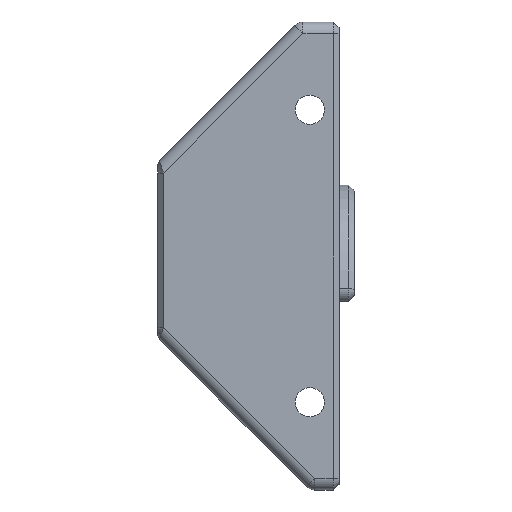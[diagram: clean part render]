
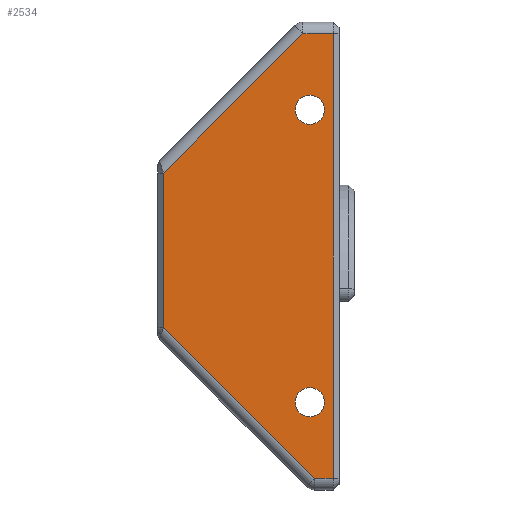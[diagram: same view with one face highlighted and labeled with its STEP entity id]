
A CAD part, left-side view. The second image highlights one B-rep face of the part: STEP entity #2534.
In plain terms, the highlighted planar face has unit normal (-1, 0, 0).
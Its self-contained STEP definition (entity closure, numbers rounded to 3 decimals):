
#162 = LINE ( 'NONE', #4159, #2105 ) ;
#245 = DIRECTION ( 'NONE',  ( 0., 0., 1. ) ) ;
#257 = VERTEX_POINT ( 'NONE', #2923 ) ;
#302 = CARTESIAN_POINT ( 'NONE',  ( -20.8, -7., -9.75 ) ) ;
#391 = EDGE_CURVE ( 'NONE', #694, #821, #1557, .T. ) ;
#394 = DIRECTION ( 'NONE',  ( 0., -1., 0. ) ) ;
#425 = ORIENTED_EDGE ( 'NONE', *, *, #1320, .T. ) ;
#428 = DIRECTION ( 'NONE',  ( -1., 0., 0. ) ) ;
#448 = DIRECTION ( 'NONE',  ( 0., 0., 1. ) ) ;
#566 = AXIS2_PLACEMENT_3D ( 'NONE', #2969, #1239, #245 ) ;
#595 = DIRECTION ( 'NONE',  ( 0., 0., 1. ) ) ;
#677 = EDGE_CURVE ( 'NONE', #3807, #3296, #1828, .T. ) ;
#694 = VERTEX_POINT ( 'NONE', #793 ) ;
#710 = CARTESIAN_POINT ( 'NONE',  ( -20.8, -7., -7.25 ) ) ;
#738 = VECTOR ( 'NONE', #2190, 1000. ) ;
#770 = AXIS2_PLACEMENT_3D ( 'NONE', #816, #3511, #448 ) ;
#793 = CARTESIAN_POINT ( 'NONE',  ( -20.8, -7., 15.25 ) ) ;
#816 = CARTESIAN_POINT ( 'NONE',  ( -20.8, 0., 0. ) ) ;
#821 = VERTEX_POINT ( 'NONE', #2973 ) ;
#836 = VECTOR ( 'NONE', #2108, 1000. ) ;
#945 = CARTESIAN_POINT ( 'NONE',  ( -20.8, -7., 16.5 ) ) ;
#984 = CARTESIAN_POINT ( 'NONE',  ( -20.8, 5.5, 11.086 ) ) ;
#1022 = ORIENTED_EDGE ( 'NONE', *, *, #2763, .T. ) ;
#1053 = FACE_OUTER_BOUND ( 'NONE', #4348, .T. ) ;
#1152 = EDGE_CURVE ( 'NONE', #1339, #1300, #162, .T. ) ;
#1183 = CARTESIAN_POINT ( 'NONE',  ( -20.8, 5.5, 0. ) ) ;
#1195 = AXIS2_PLACEMENT_3D ( 'NONE', #945, #1996, #595 ) ;
#1216 = DIRECTION ( 'NONE',  ( 0., 0., -1. ) ) ;
#1221 = VERTEX_POINT ( 'NONE', #4273 ) ;
#1239 = DIRECTION ( 'NONE',  ( -1., 0., 0. ) ) ;
#1246 = ORIENTED_EDGE ( 'NONE', *, *, #3543, .T. ) ;
#1300 = VERTEX_POINT ( 'NONE', #3954 ) ;
#1320 = EDGE_CURVE ( 'NONE', #1896, #257, #3812, .T. ) ;
#1322 = ORIENTED_EDGE ( 'NONE', *, *, #2268, .T. ) ;
#1339 = VERTEX_POINT ( 'NONE', #2558 ) ;
#1470 = DIRECTION ( 'NONE',  ( 0., 0., 1. ) ) ;
#1482 = CIRCLE ( 'NONE', #3705, 1.25 ) ;
#1487 = LINE ( 'NONE', #2760, #2206 ) ;
#1525 = ORIENTED_EDGE ( 'NONE', *, *, #3712, .T. ) ;
#1557 = CIRCLE ( 'NONE', #566, 1.25 ) ;
#1610 = DIRECTION ( 'NONE',  ( 0., 0., 1. ) ) ;
#1642 = CIRCLE ( 'NONE', #1195, 1.25 ) ;
#1767 = CARTESIAN_POINT ( 'NONE',  ( -20.8, -6.414, 23. ) ) ;
#1813 = EDGE_LOOP ( 'NONE', ( #3338, #3090 ) ) ;
#1815 = CARTESIAN_POINT ( 'NONE',  ( -20.8, -7., -8.5 ) ) ;
#1828 = CIRCLE ( 'NONE', #1928, 1.25 ) ;
#1896 = VERTEX_POINT ( 'NONE', #984 ) ;
#1928 = AXIS2_PLACEMENT_3D ( 'NONE', #1815, #428, #1470 ) ;
#1996 = DIRECTION ( 'NONE',  ( -1., 0., 0. ) ) ;
#2105 = VECTOR ( 'NONE', #394, 1000. ) ;
#2108 = DIRECTION ( 'NONE',  ( 0., -0.707, -0.707 ) ) ;
#2129 = ORIENTED_EDGE ( 'NONE', *, *, #391, .F. ) ;
#2190 = DIRECTION ( 'NONE',  ( 0., 0.707, -0.707 ) ) ;
#2202 = VECTOR ( 'NONE', #1610, 1000. ) ;
#2206 = VECTOR ( 'NONE', #2431, 1000. ) ;
#2236 = ORIENTED_EDGE ( 'NONE', *, *, #4022, .F. ) ;
#2268 = EDGE_CURVE ( 'NONE', #3660, #1896, #4302, .T. ) ;
#2292 = CARTESIAN_POINT ( 'NONE',  ( -20.8, -9., 0. ) ) ;
#2407 = CARTESIAN_POINT ( 'NONE',  ( -20.8, 3.793, -3.793 ) ) ;
#2431 = DIRECTION ( 'NONE',  ( 0., 1., 0. ) ) ;
#2513 = FACE_BOUND ( 'NONE', #1813, .T. ) ;
#2534 = ADVANCED_FACE ( 'NONE', ( #4086, #2513, #1053 ), #3169, .T. ) ;
#2558 = CARTESIAN_POINT ( 'NONE',  ( -20.8, -7.414, -15. ) ) ;
#2664 = LINE ( 'NONE', #2292, #2202 ) ;
#2760 = CARTESIAN_POINT ( 'NONE',  ( -20.8, 0., 23. ) ) ;
#2763 = EDGE_CURVE ( 'NONE', #1221, #3660, #1487, .T. ) ;
#2897 = CARTESIAN_POINT ( 'NONE',  ( -20.8, -7., -8.5 ) ) ;
#2923 = CARTESIAN_POINT ( 'NONE',  ( -20.8, 5.5, -2.086 ) ) ;
#2961 = VECTOR ( 'NONE', #1216, 1000. ) ;
#2969 = CARTESIAN_POINT ( 'NONE',  ( -20.8, -7., 16.5 ) ) ;
#2973 = CARTESIAN_POINT ( 'NONE',  ( -20.8, -7., 17.75 ) ) ;
#3090 = ORIENTED_EDGE ( 'NONE', *, *, #3489, .F. ) ;
#3169 = PLANE ( 'NONE',  #770 ) ;
#3191 = CARTESIAN_POINT ( 'NONE',  ( -20.8, 8.293, 8.293 ) ) ;
#3245 = DIRECTION ( 'NONE',  ( -1., 0., 0. ) ) ;
#3296 = VERTEX_POINT ( 'NONE', #302 ) ;
#3338 = ORIENTED_EDGE ( 'NONE', *, *, #677, .F. ) ;
#3437 = ORIENTED_EDGE ( 'NONE', *, *, #1152, .T. ) ;
#3489 = EDGE_CURVE ( 'NONE', #3296, #3807, #1482, .T. ) ;
#3511 = DIRECTION ( 'NONE',  ( -1., 0., 0. ) ) ;
#3543 = EDGE_CURVE ( 'NONE', #1300, #1221, #2664, .T. ) ;
#3560 = DIRECTION ( 'NONE',  ( 0., 0., 1. ) ) ;
#3660 = VERTEX_POINT ( 'NONE', #1767 ) ;
#3705 = AXIS2_PLACEMENT_3D ( 'NONE', #2897, #3245, #3560 ) ;
#3712 = EDGE_CURVE ( 'NONE', #257, #1339, #4398, .T. ) ;
#3807 = VERTEX_POINT ( 'NONE', #710 ) ;
#3812 = LINE ( 'NONE', #1183, #2961 ) ;
#3899 = EDGE_LOOP ( 'NONE', ( #2236, #2129 ) ) ;
#3954 = CARTESIAN_POINT ( 'NONE',  ( -20.8, -9., -15. ) ) ;
#4022 = EDGE_CURVE ( 'NONE', #821, #694, #1642, .T. ) ;
#4086 = FACE_BOUND ( 'NONE', #3899, .T. ) ;
#4159 = CARTESIAN_POINT ( 'NONE',  ( -20.8, -9.5, -15. ) ) ;
#4273 = CARTESIAN_POINT ( 'NONE',  ( -20.8, -9., 23. ) ) ;
#4302 = LINE ( 'NONE', #3191, #738 ) ;
#4348 = EDGE_LOOP ( 'NONE', ( #3437, #1246, #1022, #1322, #425, #1525 ) ) ;
#4398 = LINE ( 'NONE', #2407, #836 ) ;
